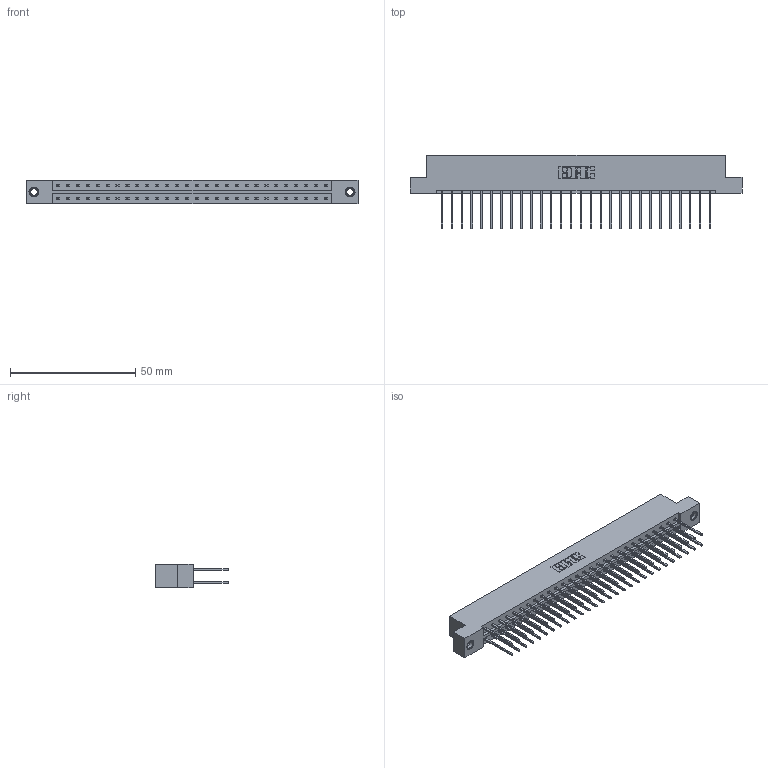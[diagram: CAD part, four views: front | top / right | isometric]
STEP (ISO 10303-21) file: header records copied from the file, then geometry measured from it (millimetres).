
FILE_DESCRIPTION (( 'STEP AP203' ), '1' );
FILE_NAME ('333-056-540-207.STEP', '2018-08-04T04:49:55', ( '' ), ( '' ), 'SwSTEP 2.0', 'SolidWorks 2016', '' );
FILE_SCHEMA (( 'CONFIG_CONTROL_DESIGN' ));
Length unit declared in the file: inch
Products named in the file (4): 333 Part_Flush - .156 Dia - TI; 345-292-001_345-293-140; 345-250-001_345-250-005-103; 333-056-540-207
Assembly tree (59 placements, depth 2):
  333-056-540-207
    333 Part_Flush - .156 Dia - TI
    345-292-001_345-293-140  x56
    345-250-001_345-250-005-103  x2
Bounding box: 132.49 x 29.47 x 9.4 mm (x, y, z)
Volume: 13594 mm3; surface area: 16997.3 mm2
Topology: 59 solids, 59 shells, 3086 faces, 9127 edges, 6002 vertices
Faces by surface type: plane 2118, cylinder 952, cone 12, torus 4
Entity records: 21028 total; most frequent: CARTESIAN_POINT 3485, ORIENTED_EDGE 3414, DIRECTION 3033, EDGE_CURVE 1707, LINE 1559, VECTOR 1559, VERTEX_POINT 1132, AXIS2_PLACEMENT_3D 737
